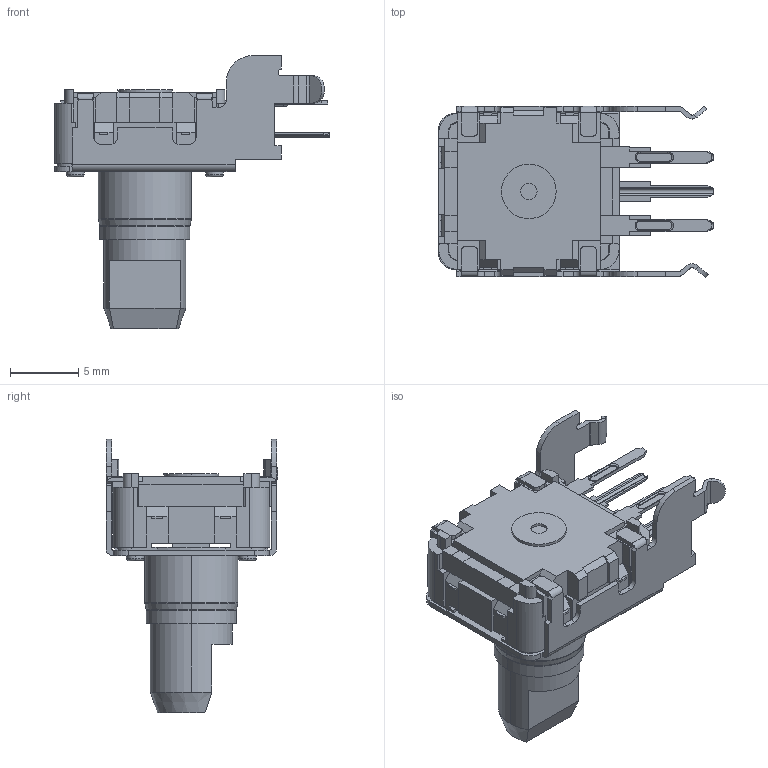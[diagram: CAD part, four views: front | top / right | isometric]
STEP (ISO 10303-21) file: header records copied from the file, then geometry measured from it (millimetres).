
FILE_DESCRIPTION((''),'2;1');
FILE_NAME('12ES5V12B_SW0002','2019-01-12T',('ro0012'),(''),'PRO/ENGINEER BY PARAMETRIC TECHNOLOGY CORPORATION, 2012480','PRO/ENGINEER BY PARAMETRIC TECHNOLOGY CORPORATION, 2012480','');
FILE_SCHEMA(('CONFIG_CONTROL_DESIGN'));
Length unit declared in the file: millimetre
Products named in the file (1): 12ES5V12B_SW0002
Bounding box: 20.1 x 12.58 x 20 mm (x, y, z)
Volume: 815.6 mm3; surface area: 2034 mm2
Topology: 1 solids, 1 shells, 912 faces, 2543 edges, 1650 vertices
Faces by surface type: plane 585, cylinder 287, torus 22, cone 10, sphere 4, bspline 4
Entity records: 29342 total; most frequent: CARTESIAN_POINT 5448, ORIENTED_EDGE 5078, DIRECTION 4933, EDGE_CURVE 2539, VECTOR 1825, LINE 1825, VERTEX_POINT 1650, AXIS2_PLACEMENT_3D 1554
